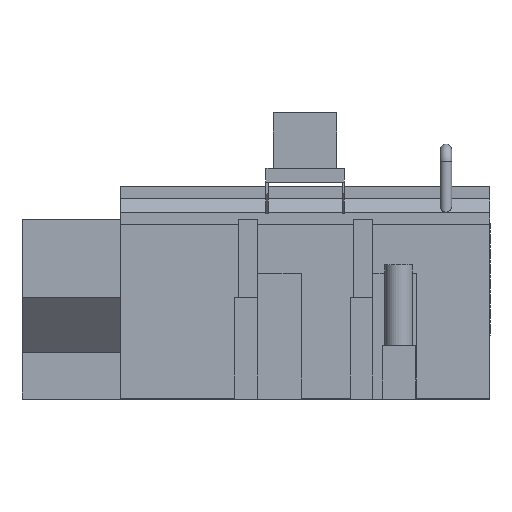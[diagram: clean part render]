
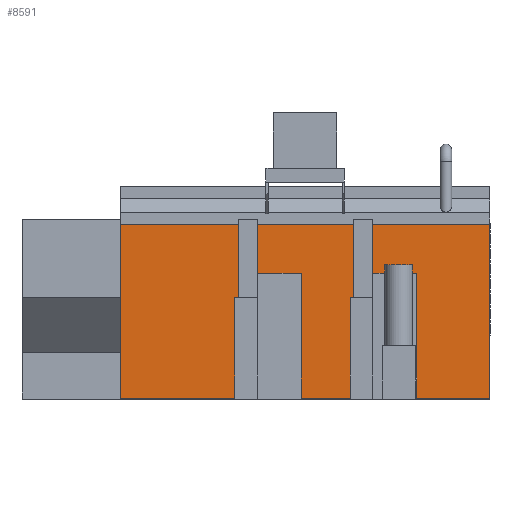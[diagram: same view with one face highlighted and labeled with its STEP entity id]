
A CAD part, front view. The second image highlights one B-rep face of the part: STEP entity #8591.
In plain terms, the highlighted planar face has unit normal (0, -1, 0).
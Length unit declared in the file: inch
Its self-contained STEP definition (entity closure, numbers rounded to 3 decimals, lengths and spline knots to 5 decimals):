
#594=PLANE('',#9085);
#1011=FACE_OUTER_BOUND('',#1433,.T.);
#1433=EDGE_LOOP('',(#7667,#7668,#7669,#7670));
#2258=LINE('',#12848,#3402);
#2476=LINE('',#13277,#3620);
#2477=LINE('',#13280,#3621);
#2478=LINE('',#13281,#3622);
#3402=VECTOR('',#10502,0.3937);
#3620=VECTOR('',#10910,0.3937);
#3621=VECTOR('',#10913,0.3937);
#3622=VECTOR('',#10914,0.3937);
#4413=VERTEX_POINT('',#12845);
#4414=VERTEX_POINT('',#12847);
#4530=VERTEX_POINT('',#13275);
#4531=VERTEX_POINT('',#13279);
#5413=EDGE_CURVE('',#4413,#4414,#2258,.T.);
#5657=EDGE_CURVE('',#4413,#4530,#2476,.T.);
#5658=EDGE_CURVE('',#4531,#4530,#2477,.T.);
#5659=EDGE_CURVE('',#4414,#4531,#2478,.T.);
#7667=ORIENTED_EDGE('',*,*,#5657,.T.);
#7668=ORIENTED_EDGE('',*,*,#5658,.F.);
#7669=ORIENTED_EDGE('',*,*,#5659,.F.);
#7670=ORIENTED_EDGE('',*,*,#5413,.F.);
#8591=ADVANCED_FACE('',(#1011),#594,.T.);
#9085=AXIS2_PLACEMENT_3D('',#13278,#10911,#10912);
#10502=DIRECTION('',(0.,0.,1.));
#10910=DIRECTION('',(1.,0.,0.));
#10911=DIRECTION('center_axis',(0.,-1.,0.));
#10912=DIRECTION('ref_axis',(0.,0.,-1.));
#10913=DIRECTION('',(0.,0.,-1.));
#10914=DIRECTION('',(1.,0.,0.));
#12845=CARTESIAN_POINT('',(-160.,-41.1345,0.375));
#12847=CARTESIAN_POINT('',(-160.,-41.1345,151.48181));
#12848=CARTESIAN_POINT('',(-160.,-41.1345,151.48181));
#13275=CARTESIAN_POINT('',(160.,-41.1345,0.375));
#13277=CARTESIAN_POINT('',(0.,-41.1345,0.375));
#13278=CARTESIAN_POINT('Origin',(0.,-41.1345,151.48181));
#13279=CARTESIAN_POINT('',(160.,-41.1345,151.48181));
#13280=CARTESIAN_POINT('',(160.,-41.1345,151.48181));
#13281=CARTESIAN_POINT('',(0.,-41.1345,151.48181));
